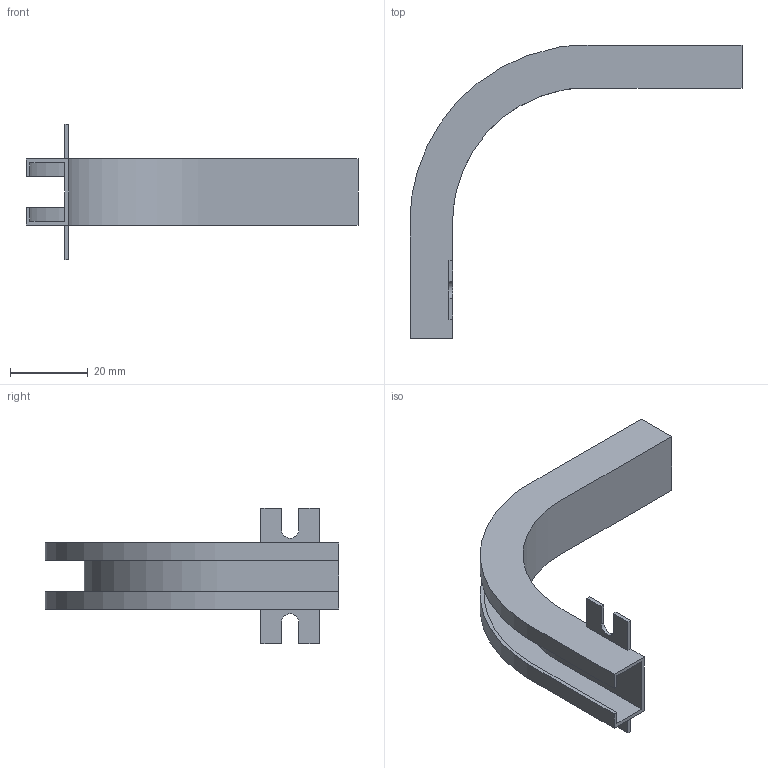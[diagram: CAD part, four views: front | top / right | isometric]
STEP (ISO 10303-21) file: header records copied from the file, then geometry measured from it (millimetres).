
FILE_DESCRIPTION (( 'STEP AP203' ), '1' );
FILE_NAME ('F-002-B.step', '2024-01-10T13:33:07', ( 'Microsoft' ), ( 'Microsoft' ), 'SwSTEP 2.0', 'SolidWorks 2016', '' );
FILE_SCHEMA (( 'CONFIG_CONTROL_DESIGN' ));
Length unit declared in the file: millimetre
Products named in the file (1): F-002-B
Bounding box: 85.5 x 75.5 x 35 mm (x, y, z)
Volume: 5994.4 mm3; surface area: 12393 mm2
Topology: 1 solids, 1 shells, 33 faces, 89 edges, 58 vertices
Faces by surface type: plane 24, bspline 6, cylinder 3
Entity records: 2229 total; most frequent: CARTESIAN_POINT 1364, ORIENTED_EDGE 178, DIRECTION 136, EDGE_CURVE 89, VECTOR 68, LINE 68, VERTEX_POINT 58, AXIS2_PLACEMENT_3D 34
